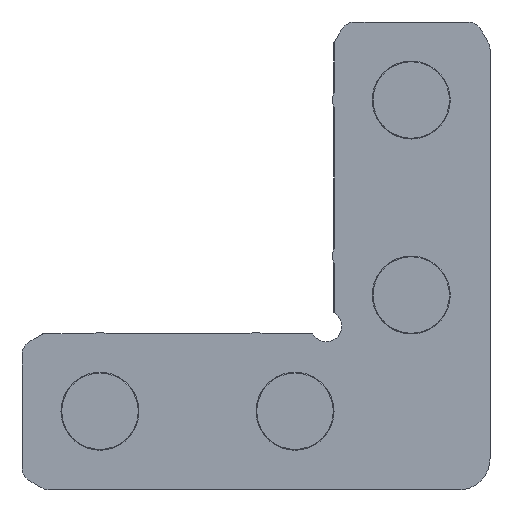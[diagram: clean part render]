
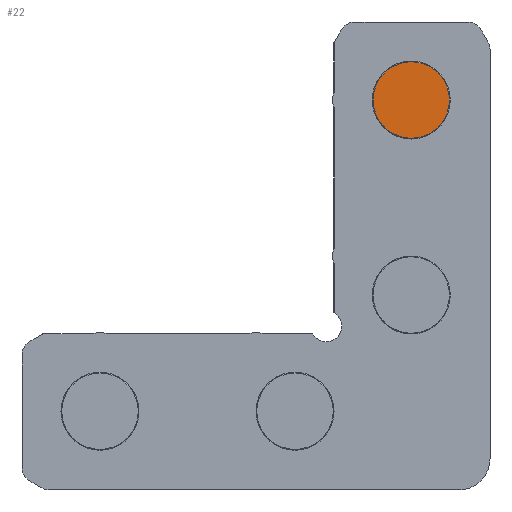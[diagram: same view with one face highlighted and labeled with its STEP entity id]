
A CAD part, front view. The second image highlights one B-rep face of the part: STEP entity #22.
In plain terms, the highlighted planar face has unit normal (0, -1, 0).
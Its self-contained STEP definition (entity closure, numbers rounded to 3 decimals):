
#22 = ADVANCED_FACE ( 'NONE', ( #2148 ), #932, .T. ) ;
#61 = CARTESIAN_POINT ( 'NONE',  ( 0., -6., 39.9 ) ) ;
#101 = VERTEX_POINT ( 'NONE', #1154 ) ;
#226 = DIRECTION ( 'NONE',  ( 0., -1., 0. ) ) ;
#620 = ORIENTED_EDGE ( 'NONE', *, *, #1639, .F. ) ;
#797 = CIRCLE ( 'NONE', #834, 4.9 ) ;
#834 = AXIS2_PLACEMENT_3D ( 'NONE', #2276, #1733, #1562 ) ;
#924 = DIRECTION ( 'NONE',  ( 1., 0., 0. ) ) ;
#932 = PLANE ( 'NONE',  #2067 ) ;
#1098 = DIRECTION ( 'NONE',  ( 0., 1., 0. ) ) ;
#1154 = CARTESIAN_POINT ( 'NONE',  ( 0., -6., 35. ) ) ;
#1364 = ORIENTED_EDGE ( 'NONE', *, *, #1886, .F. ) ;
#1442 = VERTEX_POINT ( 'NONE', #1749 ) ;
#1562 = DIRECTION ( 'NONE',  ( 1., 0., 0. ) ) ;
#1565 = CIRCLE ( 'NONE', #1888, 4.9 ) ;
#1639 = EDGE_CURVE ( 'NONE', #1442, #101, #797, .T. ) ;
#1733 = DIRECTION ( 'NONE',  ( 0., 1., 0. ) ) ;
#1749 = CARTESIAN_POINT ( 'NONE',  ( 0., -6., 44.8 ) ) ;
#1881 = EDGE_LOOP ( 'NONE', ( #620, #1364 ) ) ;
#1886 = EDGE_CURVE ( 'NONE', #101, #1442, #1565, .T. ) ;
#1888 = AXIS2_PLACEMENT_3D ( 'NONE', #61, #1098, #1969 ) ;
#1969 = DIRECTION ( 'NONE',  ( 1., 0., 0. ) ) ;
#2067 = AXIS2_PLACEMENT_3D ( 'NONE', #2160, #226, #924 ) ;
#2148 = FACE_OUTER_BOUND ( 'NONE', #1881, .T. ) ;
#2160 = CARTESIAN_POINT ( 'NONE',  ( 5.39, -6., 45.29 ) ) ;
#2276 = CARTESIAN_POINT ( 'NONE',  ( 0., -6., 39.9 ) ) ;
